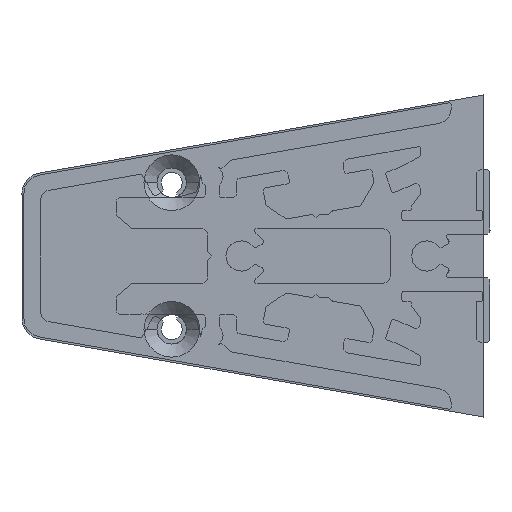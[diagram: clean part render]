
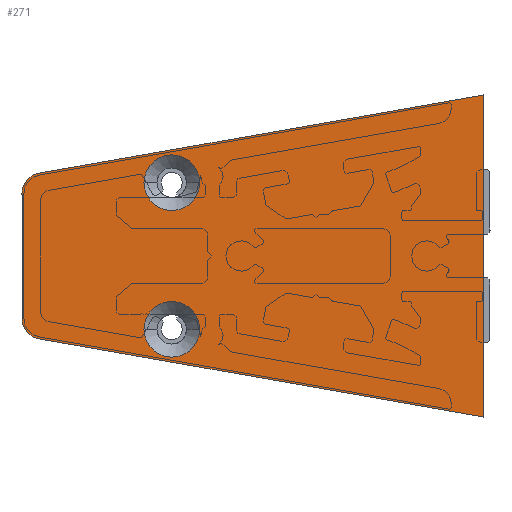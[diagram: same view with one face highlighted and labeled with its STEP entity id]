
A CAD part, front view. The second image highlights one B-rep face of the part: STEP entity #271.
In plain terms, the highlighted planar face has unit normal (0, -1, 0).
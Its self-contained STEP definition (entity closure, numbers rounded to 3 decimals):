
#271=ADVANCED_FACE('',(#816,#817,#818),#819,.T.);
#816=FACE_BOUND('',#1461,.T.);
#817=FACE_BOUND('',#1462,.T.);
#818=FACE_OUTER_BOUND('',#1463,.T.);
#819=PLANE('',#1464);
#1461=EDGE_LOOP('',(#3775,#3776));
#1462=EDGE_LOOP('',(#3777,#3778));
#1463=EDGE_LOOP('',(#3779,#3780,#3781,#3782,#3783,#3784));
#1464=AXIS2_PLACEMENT_3D('',#3785,#3786,#3787);
#3775=ORIENTED_EDGE('',*,*,#5352,.T.);
#3776=ORIENTED_EDGE('',*,*,#4555,.T.);
#3777=ORIENTED_EDGE('',*,*,#5353,.T.);
#3778=ORIENTED_EDGE('',*,*,#4565,.T.);
#3779=ORIENTED_EDGE('',*,*,#5338,.T.);
#3780=ORIENTED_EDGE('',*,*,#5341,.T.);
#3781=ORIENTED_EDGE('',*,*,#5343,.T.);
#3782=ORIENTED_EDGE('',*,*,#5347,.T.);
#3783=ORIENTED_EDGE('',*,*,#5349,.T.);
#3784=ORIENTED_EDGE('',*,*,#5351,.T.);
#3785=CARTESIAN_POINT('',(-21.018,1598.0,-126.753));
#3786=DIRECTION('',(0.,-1.0,0.));
#3787=DIRECTION('',(0.,0.,1.0));
#4555=EDGE_CURVE('',#5552,#5549,#5553,.T.);
#4565=EDGE_CURVE('',#5571,#5568,#5572,.T.);
#5338=EDGE_CURVE('',#6889,#6890,#6891,.T.);
#5341=EDGE_CURVE('',#6890,#6894,#6895,.T.);
#5343=EDGE_CURVE('',#6894,#6897,#6898,.T.);
#5347=EDGE_CURVE('',#6897,#6902,#6903,.T.);
#5349=EDGE_CURVE('',#6902,#6905,#6906,.T.);
#5351=EDGE_CURVE('',#6905,#6889,#6908,.T.);
#5352=EDGE_CURVE('',#5549,#5552,#6909,.T.);
#5353=EDGE_CURVE('',#5568,#5571,#6910,.T.);
#5549=VERTEX_POINT('',#7136);
#5552=VERTEX_POINT('',#7140);
#5553=CIRCLE('',#7141,3.0);
#5568=VERTEX_POINT('',#7159);
#5571=VERTEX_POINT('',#7163);
#5572=CIRCLE('',#7164,3.0);
#6889=VERTEX_POINT('',#8931);
#6890=VERTEX_POINT('',#8932);
#6891=CIRCLE('',#8933,2.2);
#6894=VERTEX_POINT('',#8938);
#6895=LINE('',#8939,#8940);
#6897=VERTEX_POINT('',#8943);
#6898=LINE('',#8944,#8945);
#6902=VERTEX_POINT('',#8952);
#6903=LINE('',#8953,#8954);
#6905=VERTEX_POINT('',#8957);
#6906=CIRCLE('',#8958,2.2);
#6908=LINE('',#8961,#8962);
#6909=CIRCLE('',#8963,3.0);
#6910=CIRCLE('',#8964,3.0);
#7136=CARTESIAN_POINT('',(-10.079,1598.0,-112.1));
#7140=CARTESIAN_POINT('',(-4.079,1598.0,-112.1));
#7141=AXIS2_PLACEMENT_3D('',#9239,#9240,#9241);
#7159=CARTESIAN_POINT('',(-10.079,1598.0,-127.9));
#7163=CARTESIAN_POINT('',(-4.079,1598.0,-127.9));
#7164=AXIS2_PLACEMENT_3D('',#9261,#9262,#9263);
#8931=CARTESIAN_POINT('',(-23.218,1598.0,-126.753));
#8932=CARTESIAN_POINT('',(-21.399,1598.0,-128.92));
#8933=AXIS2_PLACEMENT_3D('',#10680,#10681,#10682);
#8938=CARTESIAN_POINT('',(26.482,1598.0,-137.353));
#8939=CARTESIAN_POINT('',(-21.399,1598.0,-128.92));
#8940=VECTOR('',#10685,1000.0);
#8943=CARTESIAN_POINT('',(26.482,1598.0,-102.647));
#8944=CARTESIAN_POINT('',(26.482,1598.0,-137.353));
#8945=VECTOR('',#10687,1000.0);
#8952=CARTESIAN_POINT('',(-21.399,1598.0,-111.08));
#8953=CARTESIAN_POINT('',(26.482,1598.0,-102.647));
#8954=VECTOR('',#10691,1000.0);
#8957=CARTESIAN_POINT('',(-23.218,1598.0,-113.247));
#8958=AXIS2_PLACEMENT_3D('',#10693,#10694,#10695);
#8961=CARTESIAN_POINT('',(-23.218,1598.0,-113.247));
#8962=VECTOR('',#10697,1000.0);
#8963=AXIS2_PLACEMENT_3D('',#10698,#10699,#10700);
#8964=AXIS2_PLACEMENT_3D('',#10701,#10702,#10703);
#9239=CARTESIAN_POINT('',(-7.079,1598.0,-112.1));
#9240=DIRECTION('',(0.,1.0,0.));
#9241=DIRECTION('',(-1.0,0.,0.));
#9261=CARTESIAN_POINT('',(-7.079,1598.0,-127.9));
#9262=DIRECTION('',(0.,1.0,0.));
#9263=DIRECTION('',(-1.0,0.,0.));
#10680=CARTESIAN_POINT('',(-21.018,1598.0,-126.753));
#10681=DIRECTION('',(0.,-1.0,0.));
#10682=DIRECTION('',(0.,0.,1.0));
#10685=DIRECTION('',(0.985,0.,-0.173));
#10687=DIRECTION('',(0.,0.,1.0));
#10691=DIRECTION('',(-0.985,0.,-0.173));
#10693=CARTESIAN_POINT('',(-21.018,1598.0,-113.247));
#10694=DIRECTION('',(0.,-1.0,0.));
#10695=DIRECTION('',(0.,0.,1.0));
#10697=DIRECTION('',(0.,0.,-1.0));
#10698=CARTESIAN_POINT('',(-7.079,1598.0,-112.1));
#10699=DIRECTION('',(0.,1.0,0.));
#10700=DIRECTION('',(-1.0,0.,0.));
#10701=CARTESIAN_POINT('',(-7.079,1598.0,-127.9));
#10702=DIRECTION('',(0.,1.0,0.));
#10703=DIRECTION('',(-1.0,0.,0.));
